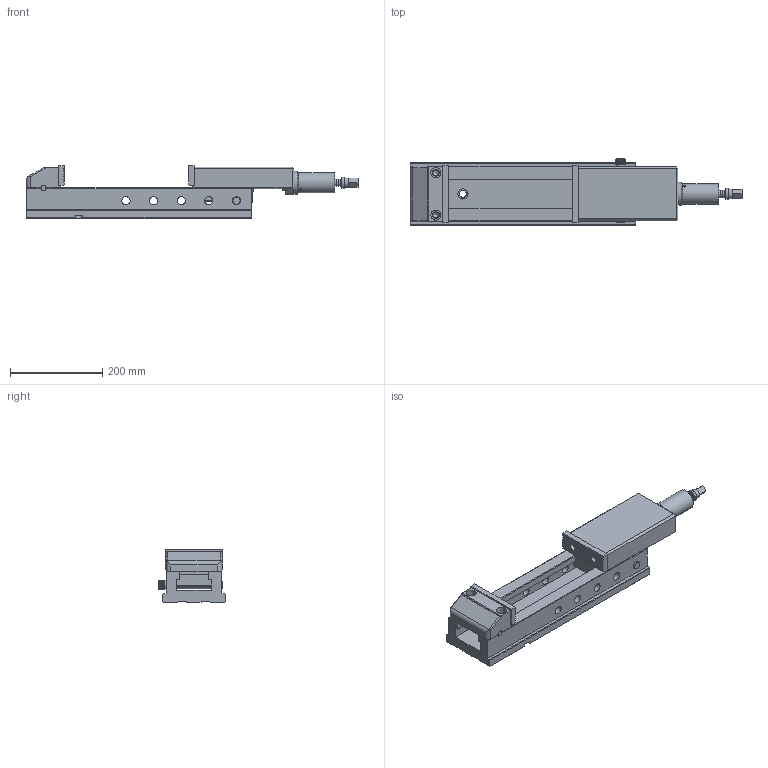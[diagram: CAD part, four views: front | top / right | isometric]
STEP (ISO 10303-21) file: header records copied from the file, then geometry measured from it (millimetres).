
FILE_DESCRIPTION(/* description */ (''),/* implementation_level */ '2;1');
FILE_NAME(/* name */ '31_125HL_Mordaza.stp',/* time_stamp */ '2013-07-30T09:10:27+02:00',/* author */ (''),/* organization */ (''),/* preprocessor_version */ 'ST-DEVELOPER v11',/* originating_system */ 'SIEMENS PLM Software NX 7.5',/* authorisation */ '');
FILE_SCHEMA (('AUTOMOTIVE_DESIGN { 1 0 10303 214 1 1 1 1 }'));
Length unit declared in the file: millimetre
Products named in the file (1): 31_125HL_Mordaza
Bounding box: 721 x 143.5 x 114 mm (x, y, z)
Volume: 4208561.8 mm3; surface area: 632112.7 mm2
Topology: 24 solids, 25 shells, 647 faces, 1646 edges, 1081 vertices
Faces by surface type: plane 391, cylinder 163, cone 54, torus 34, bspline 5
Full cylindrical faces by diameter (mm): 3.432 x2, 4 x2, 4.351 x3, 5 x6, 5.188 x6, 6 x1, 6.985 x6, 8.5 x2, 9 x4, 10 x7, 10.2 x1, 12.376 x4, 13 x2, 14 x6, 14.5 x5, 15 x6, 16 x5, 16.1 x2, 16.3 x1, 17 x1, 18 x13, 18.5 x1, 19 x3, 20 x12, 22 x7, 23.782 x1, 24 x2, 24.732 x1, 25 x1, 26 x2
Entity records: 24079 total; most frequent: CARTESIAN_POINT 4787, DIRECTION 3052, ORIENTED_EDGE 2620, EDGE_CURVE 1310, AXIS2_PLACEMENT_3D 1143, VERTEX_POINT 998, EDGE_LOOP 997, LINE 766
